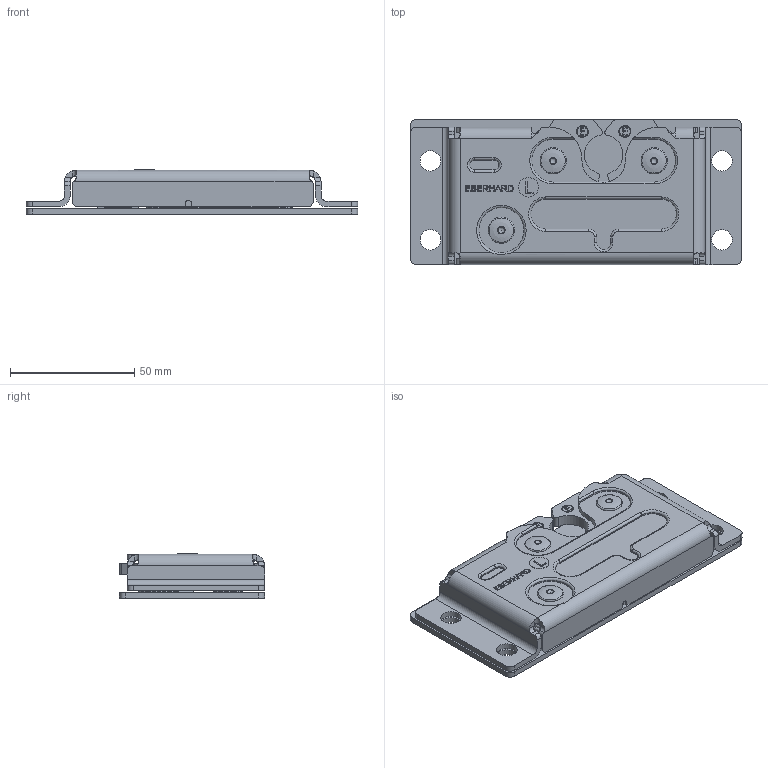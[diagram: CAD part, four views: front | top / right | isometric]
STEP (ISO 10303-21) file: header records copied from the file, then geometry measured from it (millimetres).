
FILE_DESCRIPTION(/* description */ (''),/* implementation_level */ '2;1');
FILE_NAME(/* name */ '19400-L_02_17_2022.stp',/* time_stamp */ '2022-02-17T13:47:28-05:00',/* author */ ('MRosu'),/* organization */ (''),/* preprocessor_version */ 'ST-DEVELOPER v18.1',/* originating_system */ 'Autodesk Inventor 2020',/* authorisation */ '');
FILE_SCHEMA (('AUTOMOTIVE_DESIGN { 1 0 10303 214 3 1 1 }'));
Length unit declared in the file: inch
Products named in the file (1): 19400-L_Shrinkwrap_1
Bounding box: 133.35 x 58.42 x 17.83 mm (x, y, z)
Volume: 55741.3 mm3; surface area: 49740.1 mm2
Topology: 3 solids, 3 shells, 885 faces, 2361 edges, 1554 vertices
Faces by surface type: plane 376, bspline 227, cylinder 215, torus 48, cone 15, sphere 4
Full cylindrical faces by diameter (mm): 1.346 x7, 1.803 x4, 4.318 x2, 4.826 x2, 7.938 x1, 8.039 x2, 8.23 x2, 8.255 x8, 11.214 x3, 11.367 x3, 15.875 x3, 18.161 x1
Entity records: 33105 total; most frequent: CARTESIAN_POINT 11047, ORIENTED_EDGE 4718, DIRECTION 3786, EDGE_CURVE 2359, VERTEX_POINT 1556, LINE 1262, VECTOR 1262, AXIS2_PLACEMENT_3D 1262
